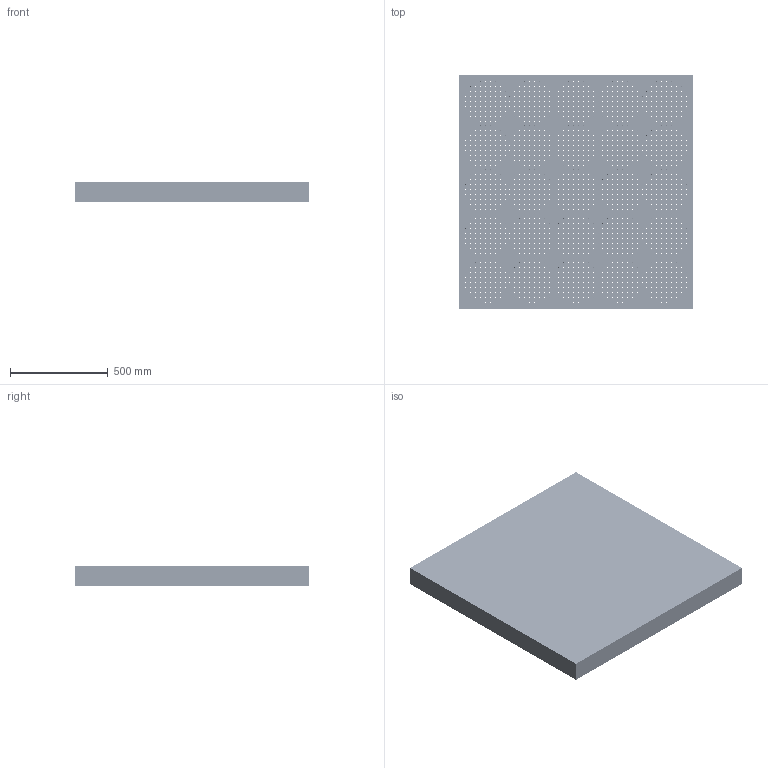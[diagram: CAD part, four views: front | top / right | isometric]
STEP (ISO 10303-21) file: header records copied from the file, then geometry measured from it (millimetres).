
FILE_DESCRIPTION (( 'STEP AP214' ), '1' );
FILE_NAME ('516064.STEP', '2019-10-30T02:38:16', ( 'user' ), ( '微软中国' ), 'SwSTEP 2.0', 'SolidWorks 2016', '' );
FILE_SCHEMA (( 'AUTOMOTIVE_DESIGN' ));
Products named in the file (1): 516064
Bounding box: 1200 x 1200 x 100 mm (x, y, z)
Volume: 139845243.7 mm3; surface area: 6600709.9 mm2
Topology: 1 solids, 1 shells, 4238 faces, 12708 edges, 8472 vertices
Faces by surface type: cylinder 4232, plane 6
Entity records: 156774 total; most frequent: DIRECTION 29650, CARTESIAN_POINT 25419, ORIENTED_EDGE 25416, EDGE_CURVE 12708, AXIS2_PLACEMENT_3D 12703, VERTEX_POINT 8472, EDGE_LOOP 8470, CIRCLE 8464
